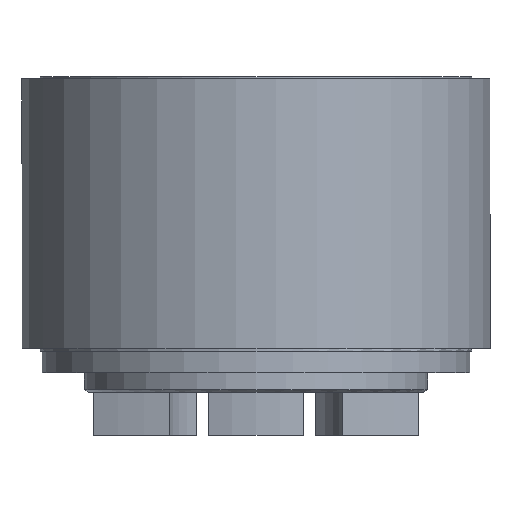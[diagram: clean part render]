
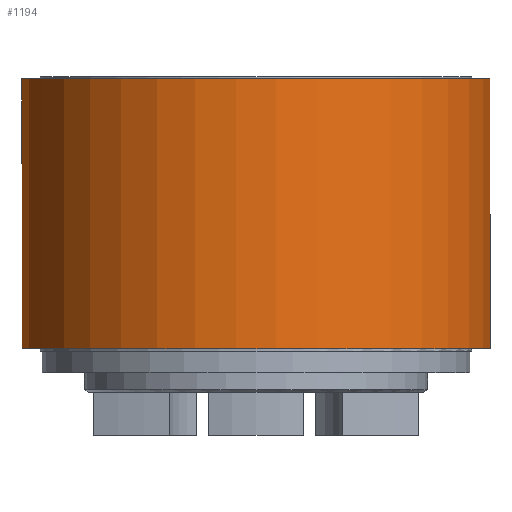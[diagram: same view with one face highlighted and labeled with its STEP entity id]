
A CAD part, left-side view. The second image highlights one B-rep face of the part: STEP entity #1194.
In plain terms, the highlighted cylindrical face has radius 10.875 mm (diameter 21.75 mm), a partial arc.
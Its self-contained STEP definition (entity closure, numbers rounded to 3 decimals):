
#29=CYLINDRICAL_SURFACE('',#1258,10.875);
#59=CIRCLE('',#1259,10.875);
#60=CIRCLE('',#1260,10.875);
#135=ORIENTED_EDGE('',*,*,#353,.T.);
#136=ORIENTED_EDGE('',*,*,#354,.F.);
#137=ORIENTED_EDGE('',*,*,#350,.F.);
#138=ORIENTED_EDGE('',*,*,#355,.F.);
#350=EDGE_CURVE('',#459,#460,#536,.T.);
#353=EDGE_CURVE('',#461,#462,#537,.T.);
#354=EDGE_CURVE('',#460,#462,#59,.T.);
#355=EDGE_CURVE('',#461,#459,#60,.T.);
#459=VERTEX_POINT('',#1682);
#460=VERTEX_POINT('',#1683);
#461=VERTEX_POINT('',#1688);
#462=VERTEX_POINT('',#1689);
#536=LINE('',#1681,#578);
#537=LINE('',#1687,#579);
#578=VECTOR('',#1391,1000.);
#579=VECTOR('',#1398,1000.);
#617=EDGE_LOOP('',(#135,#136,#137,#138));
#696=FACE_BOUND('',#617,.T.);
#1194=ADVANCED_FACE('',(#696),#29,.T.);
#1258=AXIS2_PLACEMENT_3D('',#1686,#1396,#1397);
#1259=AXIS2_PLACEMENT_3D('',#1690,#1399,#1400);
#1260=AXIS2_PLACEMENT_3D('',#1691,#1401,#1402);
#1391=DIRECTION('',(0.,0.,1.));
#1396=DIRECTION('',(0.,0.,-1.));
#1397=DIRECTION('',(1.,0.,0.));
#1398=DIRECTION('',(0.,0.,1.));
#1399=DIRECTION('',(0.,0.,1.));
#1400=DIRECTION('',(1.,0.,0.));
#1401=DIRECTION('',(0.,0.,-1.));
#1402=DIRECTION('',(-1.,0.,0.));
#1681=CARTESIAN_POINT('',(6.206,8.93,-68.471));
#1682=CARTESIAN_POINT('',(6.206,8.93,2.));
#1683=CARTESIAN_POINT('',(6.206,8.93,14.5));
#1686=CARTESIAN_POINT('',(0.,0.,-68.471));
#1687=CARTESIAN_POINT('',(6.206,-8.93,-68.471));
#1688=CARTESIAN_POINT('',(6.206,-8.93,2.));
#1689=CARTESIAN_POINT('',(6.206,-8.93,14.5));
#1690=CARTESIAN_POINT('',(0.,0.,14.5));
#1691=CARTESIAN_POINT('',(0.,0.,2.));
